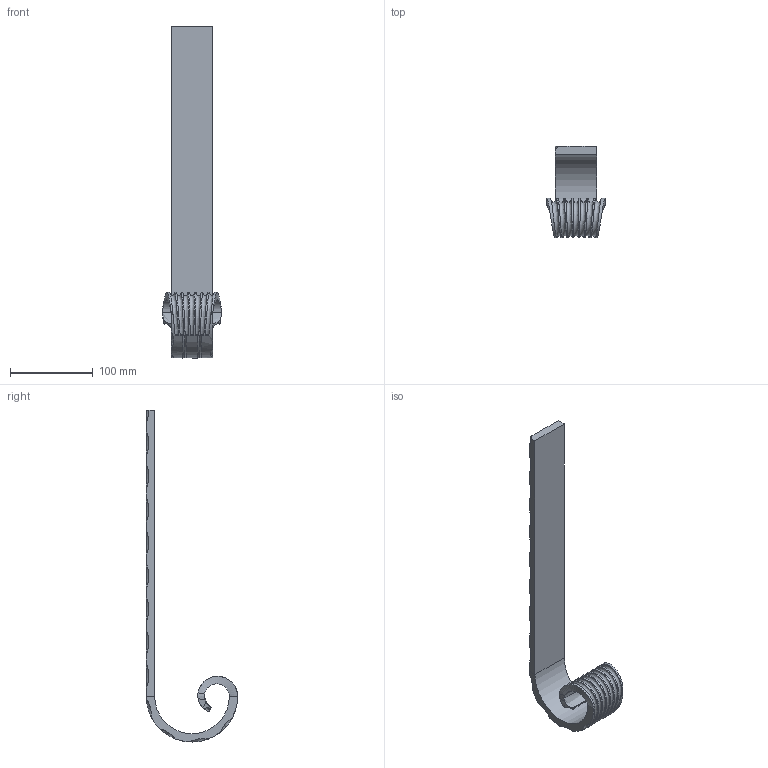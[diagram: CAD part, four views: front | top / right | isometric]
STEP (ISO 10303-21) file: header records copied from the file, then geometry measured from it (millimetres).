
FILE_DESCRIPTION (( 'STEP AP203' ), '1' );
FILE_NAME ('2160.STEP', '2020-08-07T12:16:00', ( '' ), ( '' ), 'SwSTEP 2.0', 'SolidWorks 2018', '' );
FILE_SCHEMA (( 'CONFIG_CONTROL_DESIGN' ));
Length unit declared in the file: millimetre
Products named in the file (1): 2160
Bounding box: 71.58 x 110 x 400 mm (x, y, z)
Volume: 273689 mm3; surface area: 75401.9 mm2
Topology: 1 solids, 1 shells, 271 faces, 748 edges, 462 vertices
Faces by surface type: bspline 142, plane 92, torus 25, cone 6, cylinder 6
Entity records: 17776 total; most frequent: CARTESIAN_POINT 12173, ORIENTED_EDGE 1428, EDGE_CURVE 714, DIRECTION 652, VERTEX_POINT 462, B_SPLINE_CURVE_WITH_KNOTS 406, EDGE_LOOP 288, ADVANCED_FACE 271
